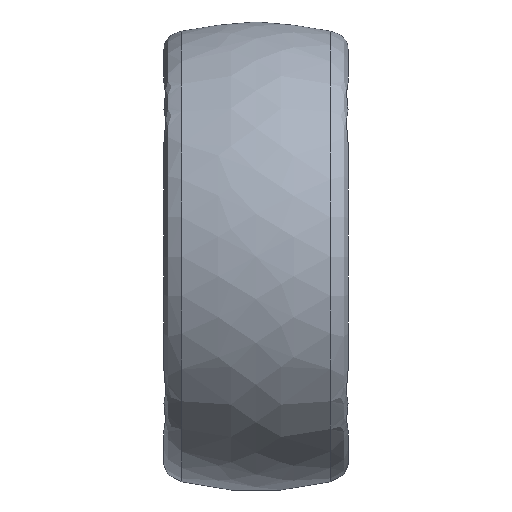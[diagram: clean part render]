
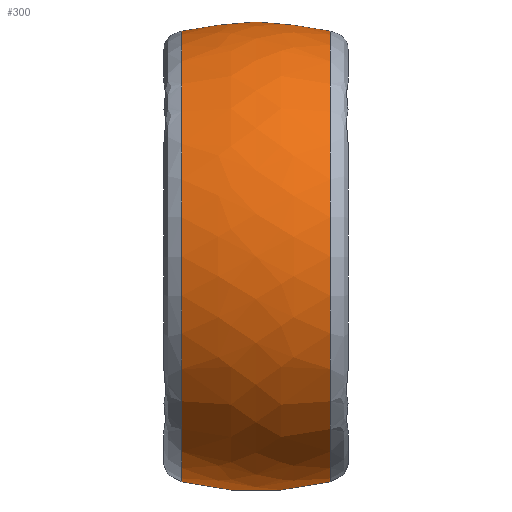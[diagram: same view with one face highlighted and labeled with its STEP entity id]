
A CAD part, front view. The second image highlights one B-rep face of the part: STEP entity #300.
In plain terms, the highlighted free-form (B-spline) face has degree [2, 2] with [3, 9] control points.
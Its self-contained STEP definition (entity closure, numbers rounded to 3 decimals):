
#40=FACE_OUTER_BOUND('',#59,.T.);
#59=EDGE_LOOP('',(#245,#246,#247,#248,#249,#250,#251,#252));
#68=CIRCLE('',#328,227.698);
#72=CIRCLE('',#332,227.698);
#73=CIRCLE('',#333,227.698);
#92=CIRCLE('',#356,227.698);
#93=CIRCLE('',#357,227.698);
#94=CIRCLE('',#358,307.);
#95=CIRCLE('',#359,227.698);
#112=VERTEX_POINT('',#510);
#114=VERTEX_POINT('',#518);
#120=VERTEX_POINT('',#654);
#122=VERTEX_POINT('',#662);
#123=VERTEX_POINT('',#668);
#137=VERTEX_POINT('',#947);
#144=EDGE_CURVE('',#114,#112,#68,.T.);
#152=EDGE_CURVE('',#123,#122,#72,.T.);
#153=EDGE_CURVE('',#120,#123,#73,.T.);
#175=EDGE_CURVE('',#122,#120,#92,.T.);
#176=EDGE_CURVE('',#137,#114,#93,.T.);
#177=EDGE_CURVE('',#137,#123,#94,.T.);
#178=EDGE_CURVE('',#112,#137,#95,.T.);
#245=ORIENTED_EDGE('',*,*,#144,.F.);
#246=ORIENTED_EDGE('',*,*,#176,.F.);
#247=ORIENTED_EDGE('',*,*,#177,.T.);
#248=ORIENTED_EDGE('',*,*,#152,.T.);
#249=ORIENTED_EDGE('',*,*,#175,.T.);
#250=ORIENTED_EDGE('',*,*,#153,.T.);
#251=ORIENTED_EDGE('',*,*,#177,.F.);
#252=ORIENTED_EDGE('',*,*,#178,.F.);
#286=(
BOUNDED_SURFACE()
B_SPLINE_SURFACE(2,2,((#920,#921,#922,#923,#924,#925,#926,#927,#928),(#929,
#930,#931,#932,#933,#934,#935,#936,#937),(#938,#939,#940,#941,#942,#943,
#944,#945,#946)),.UNSPECIFIED.,.F.,.T.,.F.)
B_SPLINE_SURFACE_WITH_KNOTS((3,3),(3,2,2,2,3),(-0.247,0.247),
(-3.142,-1.571,0.,1.571,3.142),
 .UNSPECIFIED.)
GEOMETRIC_REPRESENTATION_ITEM()
RATIONAL_B_SPLINE_SURFACE(((1.,0.707,1.,0.707,1.,
0.707,1.,0.707,1.),(0.97,0.686,
0.97,0.686,0.97,0.686,
0.97,0.686,0.97),(1.,0.707,
1.,0.707,1.,0.707,1.,0.707,1.)))
REPRESENTATION_ITEM('')
SURFACE()
);
#300=ADVANCED_FACE('',(#40),#286,.F.);
#328=AXIS2_PLACEMENT_3D('',#524,#375,#376);
#332=AXIS2_PLACEMENT_3D('',#669,#383,#384);
#333=AXIS2_PLACEMENT_3D('',#670,#385,#386);
#356=AXIS2_PLACEMENT_3D('',#919,#432,#433);
#357=AXIS2_PLACEMENT_3D('',#948,#434,#435);
#358=AXIS2_PLACEMENT_3D('',#949,#436,#437);
#359=AXIS2_PLACEMENT_3D('',#950,#438,#439);
#375=DIRECTION('center_axis',(-1.,0.,0.));
#376=DIRECTION('ref_axis',(0.,0.,1.));
#383=DIRECTION('center_axis',(-1.,0.,0.));
#384=DIRECTION('ref_axis',(0.,0.,1.));
#385=DIRECTION('center_axis',(-1.,0.,0.));
#386=DIRECTION('ref_axis',(0.,0.,1.));
#432=DIRECTION('center_axis',(-1.,0.,0.));
#433=DIRECTION('ref_axis',(0.,0.,1.));
#434=DIRECTION('center_axis',(-1.,0.,0.));
#435=DIRECTION('ref_axis',(0.,0.,1.));
#436=DIRECTION('center_axis',(0.,-1.,0.));
#437=DIRECTION('ref_axis',(0.,0.,-1.));
#438=DIRECTION('center_axis',(-1.,0.,0.));
#439=DIRECTION('ref_axis',(0.,0.,1.));
#510=CARTESIAN_POINT('',(-75.,227.698,0.));
#518=CARTESIAN_POINT('',(-75.,0.,227.698));
#524=CARTESIAN_POINT('Origin',(-75.,0.,0.));
#654=CARTESIAN_POINT('',(75.,227.698,0.));
#662=CARTESIAN_POINT('',(75.,0.,227.698));
#668=CARTESIAN_POINT('',(75.,0.,-227.698));
#669=CARTESIAN_POINT('Origin',(75.,0.,0.));
#670=CARTESIAN_POINT('Origin',(75.,0.,0.));
#919=CARTESIAN_POINT('Origin',(75.,0.,0.));
#920=CARTESIAN_POINT('Ctrl Pts',(75.,0.,-227.698));
#921=CARTESIAN_POINT('Ctrl Pts',(75.,-227.698,-227.698));
#922=CARTESIAN_POINT('Ctrl Pts',(75.,-227.698,0.));
#923=CARTESIAN_POINT('Ctrl Pts',(75.,-227.698,227.698));
#924=CARTESIAN_POINT('Ctrl Pts',(75.,0.,227.698));
#925=CARTESIAN_POINT('Ctrl Pts',(75.,227.698,227.698));
#926=CARTESIAN_POINT('Ctrl Pts',(75.,227.698,0.));
#927=CARTESIAN_POINT('Ctrl Pts',(75.,227.698,-227.698));
#928=CARTESIAN_POINT('Ctrl Pts',(75.,0.,-227.698));
#929=CARTESIAN_POINT('Ctrl Pts',(0.,0.,-246.593));
#930=CARTESIAN_POINT('Ctrl Pts',(0.,-246.593,-246.593));
#931=CARTESIAN_POINT('Ctrl Pts',(0.,-246.593,0.));
#932=CARTESIAN_POINT('Ctrl Pts',(0.,-246.593,246.593));
#933=CARTESIAN_POINT('Ctrl Pts',(0.,0.,246.593));
#934=CARTESIAN_POINT('Ctrl Pts',(0.,246.593,246.593));
#935=CARTESIAN_POINT('Ctrl Pts',(0.,246.593,0.));
#936=CARTESIAN_POINT('Ctrl Pts',(0.,246.593,-246.593));
#937=CARTESIAN_POINT('Ctrl Pts',(0.,0.,-246.593));
#938=CARTESIAN_POINT('Ctrl Pts',(-75.,0.,-227.698));
#939=CARTESIAN_POINT('Ctrl Pts',(-75.,-227.698,-227.698));
#940=CARTESIAN_POINT('Ctrl Pts',(-75.,-227.698,0.));
#941=CARTESIAN_POINT('Ctrl Pts',(-75.,-227.698,227.698));
#942=CARTESIAN_POINT('Ctrl Pts',(-75.,0.,227.698));
#943=CARTESIAN_POINT('Ctrl Pts',(-75.,227.698,227.698));
#944=CARTESIAN_POINT('Ctrl Pts',(-75.,227.698,0.));
#945=CARTESIAN_POINT('Ctrl Pts',(-75.,227.698,-227.698));
#946=CARTESIAN_POINT('Ctrl Pts',(-75.,0.,-227.698));
#947=CARTESIAN_POINT('',(-75.,0.,-227.698));
#948=CARTESIAN_POINT('Origin',(-75.,0.,0.));
#949=CARTESIAN_POINT('Origin',(0.,0.,
70.));
#950=CARTESIAN_POINT('Origin',(-75.,0.,0.));
